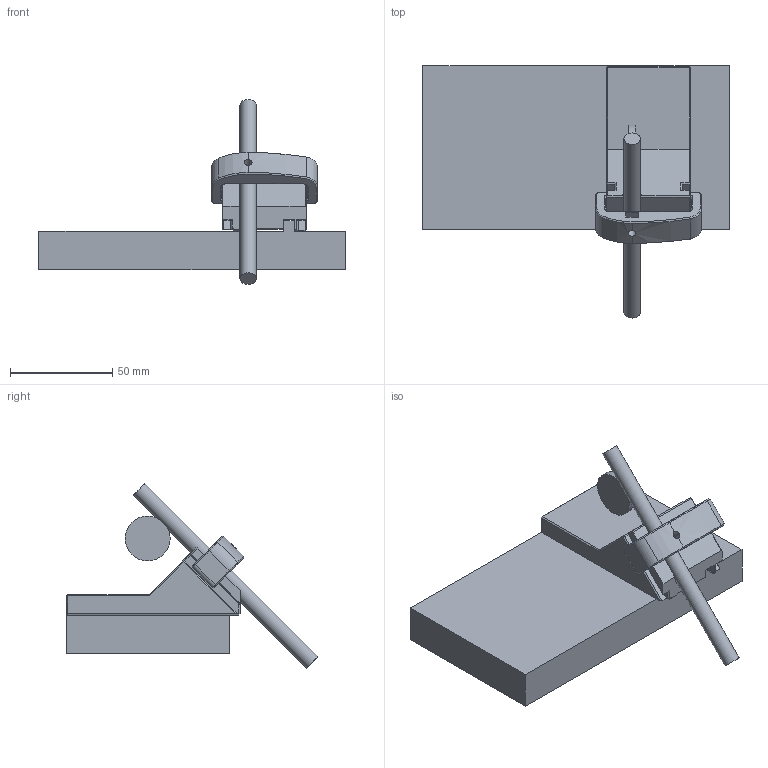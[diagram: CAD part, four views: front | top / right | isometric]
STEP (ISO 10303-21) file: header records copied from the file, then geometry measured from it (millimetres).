
FILE_DESCRIPTION(/* description */ (''),/* implementation_level */ '2;1');
FILE_NAME(/* name */ 'set-screw-keyway-guide.step',/* time_stamp */ '2023-08-25T14:29:00-07:00',/* author */ (''),/* organization */ (''),/* preprocessor_version */ 'ST-DEVELOPER v20',/* originating_system */ 'Autodesk Translation Framework v12.9.0.99',/* authorisation */ '');
FILE_SCHEMA (('AUTOMOTIVE_DESIGN { 1 0 10303 214 3 1 1 }'));
Length unit declared in the file: millimetre
Products named in the file (5): setScrewKeywayGuide; base; guide; clamp; workpiece
Assembly tree (4 placements, depth 2):
  setScrewKeywayGuide
    base
    guide
    clamp
    workpiece
Bounding box: 150 x 123.44 x 90.51 mm (x, y, z)
Volume: 294538.3 mm3; surface area: 53947.9 mm2
Topology: 5 solids, 5 shells, 162 faces, 372 edges, 220 vertices
Faces by surface type: plane 132, cone 17, cylinder 13
Full cylindrical faces by diameter (mm): 3.8 x2, 8 x1, 22 x1
Entity records: 4640 total; most frequent: CARTESIAN_POINT 806, DIRECTION 753, ORIENTED_EDGE 744, EDGE_CURVE 372, LINE 325, VECTOR 325, VERTEX_POINT 220, AXIS2_PLACEMENT_3D 214
